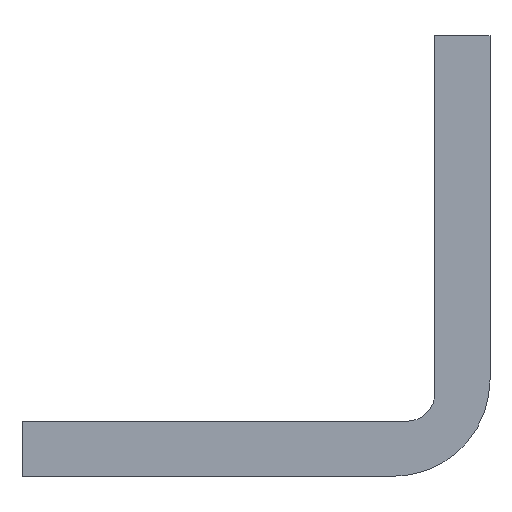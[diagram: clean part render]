
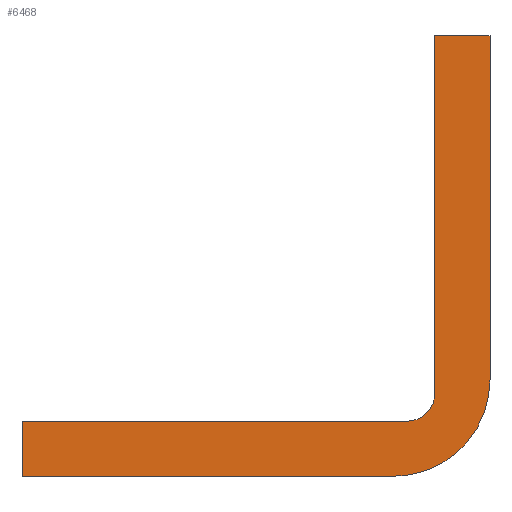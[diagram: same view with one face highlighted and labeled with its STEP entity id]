
A CAD part, front view. The second image highlights one B-rep face of the part: STEP entity #6468.
In plain terms, the highlighted planar face has unit normal (0, -1, 0).
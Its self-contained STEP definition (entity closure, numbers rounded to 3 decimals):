
#50 = VERTEX_POINT('',#51);
#51 = CARTESIAN_POINT('',(212.7,-14.,-13.25));
#57 = EDGE_CURVE('',#50,#58,#60,.T.);
#58 = VERTEX_POINT('',#59);
#59 = CARTESIAN_POINT('',(212.594,-14.,-14.466));
#60 = LINE('',#61,#62);
#61 = CARTESIAN_POINT('',(212.7,-14.,-13.25));
#62 = VECTOR('',#63,1.);
#63 = DIRECTION('',(-0.087,0.,-0.996));
#88 = EDGE_CURVE('',#58,#89,#91,.T.);
#89 = VERTEX_POINT('',#90);
#90 = CARTESIAN_POINT('',(212.278,-14.,-15.644));
#91 = LINE('',#92,#93);
#92 = CARTESIAN_POINT('',(212.594,-14.,-14.466));
#93 = VECTOR('',#94,1.);
#94 = DIRECTION('',(-0.259,0.,-0.966));
#119 = EDGE_CURVE('',#89,#120,#122,.T.);
#120 = VERTEX_POINT('',#121);
#121 = CARTESIAN_POINT('',(211.762,-14.,-16.75));
#122 = LINE('',#123,#124);
#123 = CARTESIAN_POINT('',(212.278,-14.,-15.644));
#124 = VECTOR('',#125,1.);
#125 = DIRECTION('',(-0.423,0.,-0.906));
#150 = EDGE_CURVE('',#120,#151,#153,.T.);
#151 = VERTEX_POINT('',#152);
#152 = CARTESIAN_POINT('',(211.062,-14.,-17.75));
#153 = LINE('',#154,#155);
#154 = CARTESIAN_POINT('',(211.762,-14.,-16.75));
#155 = VECTOR('',#156,1.);
#156 = DIRECTION('',(-0.574,0.,-0.819));
#181 = EDGE_CURVE('',#151,#182,#184,.T.);
#182 = VERTEX_POINT('',#183);
#183 = CARTESIAN_POINT('',(210.2,-14.,-18.612));
#184 = LINE('',#185,#186);
#185 = CARTESIAN_POINT('',(211.062,-14.,-17.75));
#186 = VECTOR('',#187,1.);
#187 = DIRECTION('',(-0.707,0.,-0.707));
#212 = EDGE_CURVE('',#182,#213,#215,.T.);
#213 = VERTEX_POINT('',#214);
#214 = CARTESIAN_POINT('',(209.2,-14.,-19.312));
#215 = LINE('',#216,#217);
#216 = CARTESIAN_POINT('',(210.2,-14.,-18.612));
#217 = VECTOR('',#218,1.);
#218 = DIRECTION('',(-0.819,0.,-0.574));
#243 = EDGE_CURVE('',#213,#244,#246,.T.);
#244 = VERTEX_POINT('',#245);
#245 = CARTESIAN_POINT('',(208.094,-14.,-19.828));
#246 = LINE('',#247,#248);
#247 = CARTESIAN_POINT('',(209.2,-14.,-19.312));
#248 = VECTOR('',#249,1.);
#249 = DIRECTION('',(-0.906,0.,-0.423));
#274 = EDGE_CURVE('',#244,#275,#277,.T.);
#275 = VERTEX_POINT('',#276);
#276 = CARTESIAN_POINT('',(206.916,-14.,-20.144));
#277 = LINE('',#278,#279);
#278 = CARTESIAN_POINT('',(208.094,-14.,-19.828));
#279 = VECTOR('',#280,1.);
#280 = DIRECTION('',(-0.966,0.,-0.259));
#305 = EDGE_CURVE('',#275,#306,#308,.T.);
#306 = VERTEX_POINT('',#307);
#307 = CARTESIAN_POINT('',(205.7,-14.,-20.25));
#308 = LINE('',#309,#310);
#309 = CARTESIAN_POINT('',(206.916,-14.,-20.144));
#310 = VECTOR('',#311,1.);
#311 = DIRECTION('',(-0.996,0.,-0.087));
#336 = EDGE_CURVE('',#306,#337,#339,.T.);
#337 = VERTEX_POINT('',#338);
#338 = CARTESIAN_POINT('',(178.7,-14.,-20.25));
#339 = LINE('',#340,#341);
#340 = CARTESIAN_POINT('',(205.7,-14.,-20.25));
#341 = VECTOR('',#342,1.);
#342 = DIRECTION('',(-1.,0.,0.));
#1079 = VERTEX_POINT('',#1080);
#1080 = CARTESIAN_POINT('',(208.7,-14.,11.75));
#1088 = VERTEX_POINT('',#1089);
#1089 = CARTESIAN_POINT('',(208.7,-14.,-14.25));
#1095 = EDGE_CURVE('',#1088,#1079,#1096,.T.);
#1096 = LINE('',#1097,#1098);
#1097 = CARTESIAN_POINT('',(208.7,-14.,-14.25));
#1098 = VECTOR('',#1099,1.);
#1099 = DIRECTION('',(0.,0.,1.));
#2092 = VERTEX_POINT('',#2093);
#2093 = CARTESIAN_POINT('',(206.7,-14.,-16.25));
#2099 = EDGE_CURVE('',#2092,#2100,#2102,.T.);
#2100 = VERTEX_POINT('',#2101);
#2101 = CARTESIAN_POINT('',(207.318,-14.,-16.152));
#2102 = LINE('',#2103,#2104);
#2103 = CARTESIAN_POINT('',(206.7,-14.,-16.25));
#2104 = VECTOR('',#2105,1.);
#2105 = DIRECTION('',(0.988,0.,0.156));
#2123 = EDGE_CURVE('',#2100,#2124,#2126,.T.);
#2124 = VERTEX_POINT('',#2125);
#2125 = CARTESIAN_POINT('',(207.876,-14.,-15.868));
#2126 = LINE('',#2127,#2128);
#2127 = CARTESIAN_POINT('',(207.318,-14.,-16.152));
#2128 = VECTOR('',#2129,1.);
#2129 = DIRECTION('',(0.891,0.,0.454));
#2147 = EDGE_CURVE('',#2124,#2148,#2150,.T.);
#2148 = VERTEX_POINT('',#2149);
#2149 = CARTESIAN_POINT('',(208.318,-14.,-15.426));
#2150 = LINE('',#2151,#2152);
#2151 = CARTESIAN_POINT('',(207.876,-14.,-15.868));
#2152 = VECTOR('',#2153,1.);
#2153 = DIRECTION('',(0.707,0.,0.707));
#2171 = EDGE_CURVE('',#2148,#2172,#2174,.T.);
#2172 = VERTEX_POINT('',#2173);
#2173 = CARTESIAN_POINT('',(208.602,-14.,-14.868));
#2174 = LINE('',#2175,#2176);
#2175 = CARTESIAN_POINT('',(208.318,-14.,-15.426));
#2176 = VECTOR('',#2177,1.);
#2177 = DIRECTION('',(0.454,0.,0.891));
#2195 = EDGE_CURVE('',#2172,#1088,#2196,.T.);
#2196 = LINE('',#2197,#2198);
#2197 = CARTESIAN_POINT('',(208.602,-14.,-14.868));
#2198 = VECTOR('',#2199,1.);
#2199 = DIRECTION('',(0.156,0.,0.988));
#3939 = EDGE_CURVE('',#337,#3940,#3942,.T.);
#3940 = VERTEX_POINT('',#3941);
#3941 = CARTESIAN_POINT('',(178.7,-14.,-16.25));
#3942 = LINE('',#3943,#3944);
#3943 = CARTESIAN_POINT('',(178.7,-14.,-20.25));
#3944 = VECTOR('',#3945,1.);
#3945 = DIRECTION('',(0.,0.,1.));
#3965 = EDGE_CURVE('',#3940,#2092,#3966,.T.);
#3966 = LINE('',#3967,#3968);
#3967 = CARTESIAN_POINT('',(178.7,-14.,-16.25));
#3968 = VECTOR('',#3969,1.);
#3969 = DIRECTION('',(1.,0.,0.));
#6468 = ADVANCED_FACE('',(#6469),#6503,.T.);
#6469 = FACE_BOUND('',#6470,.T.);
#6470 = EDGE_LOOP('',(#6471,#6472,#6473,#6474,#6475,#6476,#6477,#6478,
    #6479,#6480,#6488,#6494,#6495,#6496,#6497,#6498,#6499,#6500,#6501,
    #6502));
#6471 = ORIENTED_EDGE('',*,*,#305,.F.);
#6472 = ORIENTED_EDGE('',*,*,#274,.F.);
#6473 = ORIENTED_EDGE('',*,*,#243,.F.);
#6474 = ORIENTED_EDGE('',*,*,#212,.F.);
#6475 = ORIENTED_EDGE('',*,*,#181,.F.);
#6476 = ORIENTED_EDGE('',*,*,#150,.F.);
#6477 = ORIENTED_EDGE('',*,*,#119,.F.);
#6478 = ORIENTED_EDGE('',*,*,#88,.F.);
#6479 = ORIENTED_EDGE('',*,*,#57,.F.);
#6480 = ORIENTED_EDGE('',*,*,#6481,.T.);
#6481 = EDGE_CURVE('',#50,#6482,#6484,.T.);
#6482 = VERTEX_POINT('',#6483);
#6483 = CARTESIAN_POINT('',(212.7,-14.,11.75));
#6484 = LINE('',#6485,#6486);
#6485 = CARTESIAN_POINT('',(212.7,-14.,-13.25));
#6486 = VECTOR('',#6487,1.);
#6487 = DIRECTION('',(0.,0.,1.));
#6488 = ORIENTED_EDGE('',*,*,#6489,.T.);
#6489 = EDGE_CURVE('',#6482,#1079,#6490,.T.);
#6490 = LINE('',#6491,#6492);
#6491 = CARTESIAN_POINT('',(212.7,-14.,11.75));
#6492 = VECTOR('',#6493,1.);
#6493 = DIRECTION('',(-1.,0.,0.));
#6494 = ORIENTED_EDGE('',*,*,#1095,.F.);
#6495 = ORIENTED_EDGE('',*,*,#2195,.F.);
#6496 = ORIENTED_EDGE('',*,*,#2171,.F.);
#6497 = ORIENTED_EDGE('',*,*,#2147,.F.);
#6498 = ORIENTED_EDGE('',*,*,#2123,.F.);
#6499 = ORIENTED_EDGE('',*,*,#2099,.F.);
#6500 = ORIENTED_EDGE('',*,*,#3965,.F.);
#6501 = ORIENTED_EDGE('',*,*,#3939,.F.);
#6502 = ORIENTED_EDGE('',*,*,#336,.F.);
#6503 = PLANE('',#6504);
#6504 = AXIS2_PLACEMENT_3D('',#6505,#6506,#6507);
#6505 = CARTESIAN_POINT('',(201.738,-14.,-10.318));
#6506 = DIRECTION('',(-0.,-1.,-0.));
#6507 = DIRECTION('',(0.,0.,-1.));
